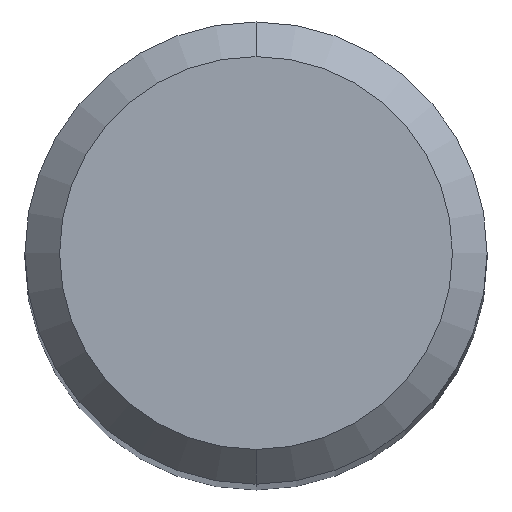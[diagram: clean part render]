
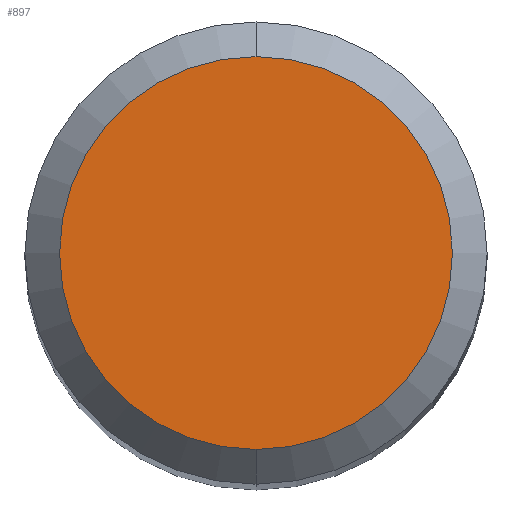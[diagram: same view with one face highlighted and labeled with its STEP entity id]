
A CAD part, top view. The second image highlights one B-rep face of the part: STEP entity #897.
In plain terms, the highlighted planar face has unit normal (0, 0, 1).
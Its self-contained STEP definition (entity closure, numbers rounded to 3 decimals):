
#691=EDGE_CURVE('',#797,#775,#1384,.T.);
#775=VERTEX_POINT('',#1478);
#797=VERTEX_POINT('',#1501);
#897=ADVANCED_FACE('',(#1609),#1610,.T.);
#983=EDGE_CURVE('',#775,#797,#1704,.T.);
#1384=CIRCLE('',#2701,1.7);
#1478=CARTESIAN_POINT('',(0.0,1.7,0.0));
#1501=CARTESIAN_POINT('',(0.,-1.7,0.0));
#1609=FACE_OUTER_BOUND('',#3957,.T.);
#1610=PLANE('',#3958);
#1704=CIRCLE('',#4467,1.7);
#2701=AXIS2_PLACEMENT_3D('',#4949,#4950,#4951);
#3957=EDGE_LOOP('',(#5196,#5197));
#3958=AXIS2_PLACEMENT_3D('',#5198,#5199,#5200);
#4467=AXIS2_PLACEMENT_3D('',#5279,#5280,#5281);
#4949=CARTESIAN_POINT('',(0.0,0.0,0.0));
#4950=DIRECTION('',(0.0,0.0,-1.0));
#4951=DIRECTION('',(0.0,1.0,0.0));
#5196=ORIENTED_EDGE('',*,*,#983,.F.);
#5197=ORIENTED_EDGE('',*,*,#691,.F.);
#5198=CARTESIAN_POINT('',(0.0,0.85,0.0));
#5199=DIRECTION('',(-0.0,0.0,1.0));
#5200=DIRECTION('',(0.0,-1.0,0.0));
#5279=CARTESIAN_POINT('',(0.0,0.0,0.0));
#5280=DIRECTION('',(0.0,0.0,-1.0));
#5281=DIRECTION('',(0.0,1.0,0.0));
